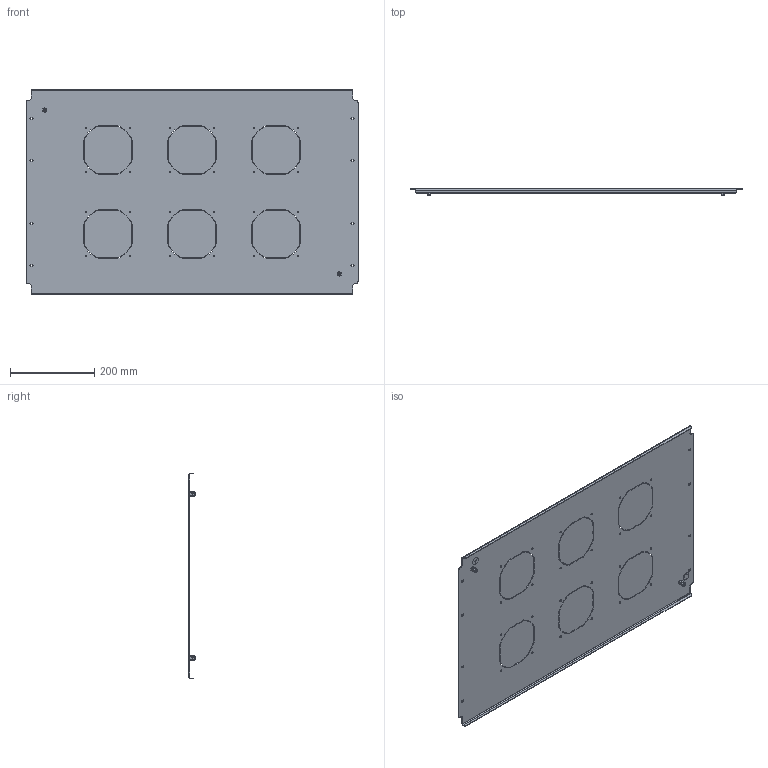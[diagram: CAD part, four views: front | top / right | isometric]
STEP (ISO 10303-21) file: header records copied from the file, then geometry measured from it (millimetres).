
FILE_DESCRIPTION (( 'STEP AP214' ), '1' );
FILE_NAME ('983.960.STEP', '2025-02-11T11:26:57', ( '' ), ( '' ), 'SwSTEP 2.0', 'SolidWorks 2021', '' );
FILE_SCHEMA (( 'AUTOMOTIVE_DESIGN' ));
Length unit declared in the file: millimetre
Products named in the file (4): Çíàê çàçåìëåíèÿ ô20ìì; Çàêëåïêà ðåçüáîâàÿ Ì6 øåñòèãðàííàÿ ñ óìåíüøåííûì áîðòîì; 983.960; 983.960 眈翴錪
Assembly tree (5 placements, depth 2):
  983.960
    983.960 眈翴錪
    Çíàê çàçåìëåíèÿ ô20ìì  x2
    Çàêëåïêà ðåçüáîâàÿ Ì6 øåñòèãðàííàÿ ñ óìåíüøåííûì áîðòîì  x2
Bounding box: 790 x 16 x 490 mm (x, y, z)
Volume: 590948 mm3; surface area: 800484.1 mm2
Topology: 5 solids, 5 shells, 434 faces, 1204 edges, 792 vertices
Faces by surface type: plane 274, cylinder 148, cone 12
Entity records: 12953 total; most frequent: CARTESIAN_POINT 2286, ORIENTED_EDGE 2160, DIRECTION 2130, EDGE_CURVE 1080, LINE 794, VECTOR 794, VERTEX_POINT 712, AXIS2_PLACEMENT_3D 668
